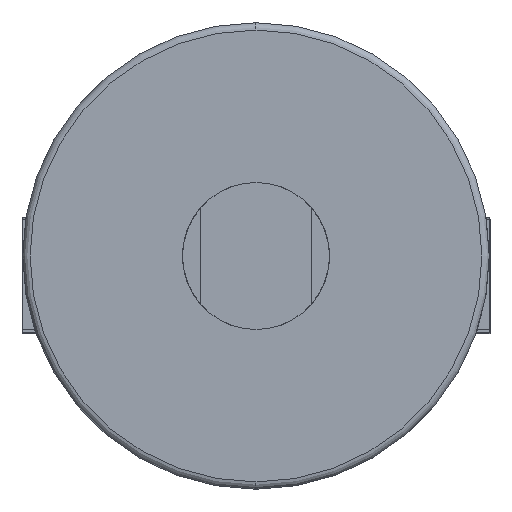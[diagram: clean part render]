
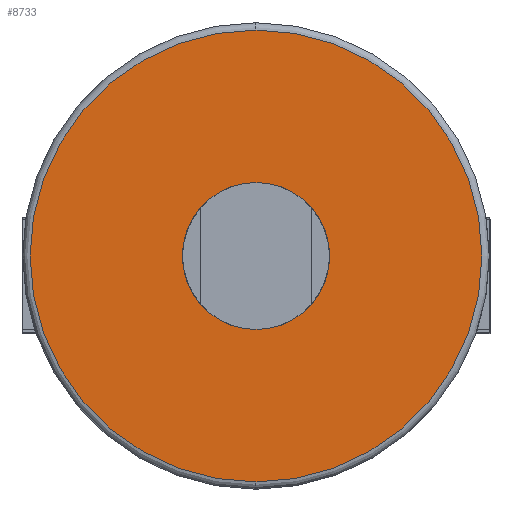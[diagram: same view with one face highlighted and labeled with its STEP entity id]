
A CAD part, left-side view. The second image highlights one B-rep face of the part: STEP entity #8733.
In plain terms, the highlighted planar face has unit normal (-1, 0, 0).
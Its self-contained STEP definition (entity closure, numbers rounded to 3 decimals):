
#1010 = VERTEX_POINT ( 'NONE', #1274 ) ;
#1274 = CARTESIAN_POINT ( 'NONE',  ( -475., 0., -30.75 ) ) ;
#1557 = DIRECTION ( 'NONE',  ( 0., 0., 1. ) ) ;
#1571 = DIRECTION ( 'NONE',  ( -1., 0., 0. ) ) ;
#1585 = CARTESIAN_POINT ( 'NONE',  ( -475., 0., 0. ) ) ;
#2449 = EDGE_CURVE ( 'NONE', #11467, #7637, #15065, .T. ) ;
#2703 = CIRCLE ( 'NONE', #3365, 30.75 ) ;
#3365 = AXIS2_PLACEMENT_3D ( 'NONE', #4683, #4630, #4581 ) ;
#4069 = VERTEX_POINT ( 'NONE', #7141 ) ;
#4169 = CIRCLE ( 'NONE', #11845, 30.75 ) ;
#4581 = DIRECTION ( 'NONE',  ( 0., 0., 1. ) ) ;
#4630 = DIRECTION ( 'NONE',  ( -1., 0., 0. ) ) ;
#4683 = CARTESIAN_POINT ( 'NONE',  ( -475., 0., 0. ) ) ;
#5094 = FACE_BOUND ( 'NONE', #15568, .T. ) ;
#5626 = EDGE_CURVE ( 'NONE', #4069, #1010, #4169, .T. ) ;
#6212 = AXIS2_PLACEMENT_3D ( 'NONE', #8376, #8155, #8103 ) ;
#7141 = CARTESIAN_POINT ( 'NONE',  ( -475., 0., 30.75 ) ) ;
#7637 = VERTEX_POINT ( 'NONE', #13287 ) ;
#8008 = ORIENTED_EDGE ( 'NONE', *, *, #5626, .T. ) ;
#8103 = DIRECTION ( 'NONE',  ( 0., 0., 1. ) ) ;
#8147 = DIRECTION ( 'NONE',  ( 0., 0., 1. ) ) ;
#8150 = DIRECTION ( 'NONE',  ( -1., 0., 0. ) ) ;
#8155 = DIRECTION ( 'NONE',  ( -1., 0., 0. ) ) ;
#8175 = CARTESIAN_POINT ( 'NONE',  ( -475., 0., 0. ) ) ;
#8376 = CARTESIAN_POINT ( 'NONE',  ( -475., 31.75, 0. ) ) ;
#8733 = ADVANCED_FACE ( 'NONE', ( #11823, #5094 ), #9110, .T. ) ;
#8895 = DIRECTION ( 'NONE',  ( 0., 0., 1. ) ) ;
#8919 = EDGE_CURVE ( 'NONE', #1010, #4069, #2703, .T. ) ;
#8945 = DIRECTION ( 'NONE',  ( -1., 0., 0. ) ) ;
#8963 = AXIS2_PLACEMENT_3D ( 'NONE', #1585, #1571, #1557 ) ;
#9001 = CARTESIAN_POINT ( 'NONE',  ( -475., 0., 0. ) ) ;
#9110 = PLANE ( 'NONE',  #6212 ) ;
#9119 = EDGE_CURVE ( 'NONE', #7637, #11467, #14741, .T. ) ;
#9750 = ORIENTED_EDGE ( 'NONE', *, *, #2449, .F. ) ;
#10011 = AXIS2_PLACEMENT_3D ( 'NONE', #9001, #8945, #8895 ) ;
#10103 = ORIENTED_EDGE ( 'NONE', *, *, #9119, .F. ) ;
#11467 = VERTEX_POINT ( 'NONE', #14692 ) ;
#11823 = FACE_OUTER_BOUND ( 'NONE', #12074, .T. ) ;
#11845 = AXIS2_PLACEMENT_3D ( 'NONE', #8175, #8150, #8147 ) ;
#12074 = EDGE_LOOP ( 'NONE', ( #8008, #16069 ) ) ;
#13287 = CARTESIAN_POINT ( 'NONE',  ( -475., 0., -10. ) ) ;
#14692 = CARTESIAN_POINT ( 'NONE',  ( -475., 0., 10. ) ) ;
#14741 = CIRCLE ( 'NONE', #10011, 10. ) ;
#15065 = CIRCLE ( 'NONE', #8963, 10. ) ;
#15568 = EDGE_LOOP ( 'NONE', ( #10103, #9750 ) ) ;
#16069 = ORIENTED_EDGE ( 'NONE', *, *, #8919, .T. ) ;
